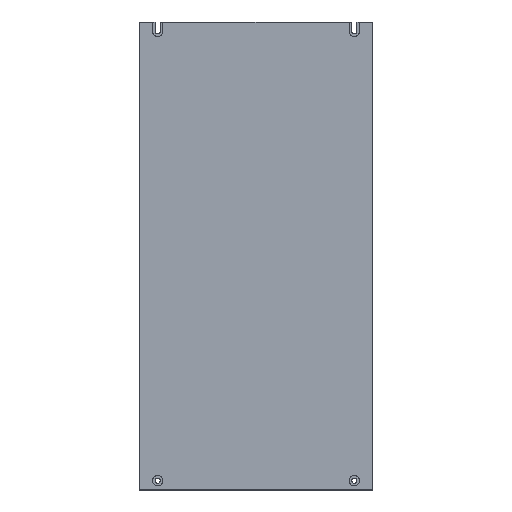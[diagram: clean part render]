
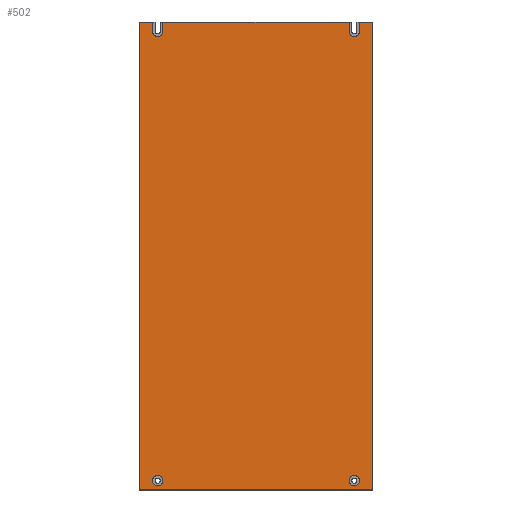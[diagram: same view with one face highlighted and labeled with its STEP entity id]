
A CAD part, top view. The second image highlights one B-rep face of the part: STEP entity #502.
In plain terms, the highlighted planar face has unit normal (0, 0, 1).
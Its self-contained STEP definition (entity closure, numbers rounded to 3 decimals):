
#13=FACE_BOUND($,#88,.T.);
#14=FACE_BOUND($,#89,.T.);
#15=FACE_BOUND($,#90,.T.);
#29=CIRCLE($,#538,5.5);
#30=CIRCLE($,#540,5.5);
#31=CIRCLE($,#541,5.5);
#32=CIRCLE($,#542,5.5);
#88=EDGE_LOOP($,(#391));
#89=EDGE_LOOP($,(#392));
#90=EDGE_LOOP($,(#393,#394,#395,#396,#397,#398,#399,#400,#401,#402,#403,
#404));
#131=LINE($,#755,#183);
#137=LINE($,#766,#189);
#140=LINE($,#772,#192);
#143=LINE($,#779,#195);
#147=LINE($,#787,#199);
#150=LINE($,#793,#202);
#153=LINE($,#806,#205);
#154=LINE($,#808,#206);
#155=LINE($,#810,#207);
#156=LINE($,#811,#208);
#183=VECTOR($,#606,199.);
#189=VECTOR($,#614,14.5);
#192=VECTOR($,#619,10.);
#195=VECTOR($,#624,10.);
#199=VECTOR($,#630,10.);
#202=VECTOR($,#635,10.);
#205=VECTOR($,#650,14.5);
#206=VECTOR($,#651,500.);
#207=VECTOR($,#652,250.);
#208=VECTOR($,#653,500.);
#234=VERTEX_POINT($,#752);
#235=VERTEX_POINT($,#754);
#238=VERTEX_POINT($,#763);
#239=VERTEX_POINT($,#765);
#241=VERTEX_POINT($,#771);
#243=VERTEX_POINT($,#777);
#244=VERTEX_POINT($,#778);
#247=VERTEX_POINT($,#786);
#249=VERTEX_POINT($,#792);
#251=VERTEX_POINT($,#801);
#252=VERTEX_POINT($,#803);
#253=VERTEX_POINT($,#805);
#254=VERTEX_POINT($,#807);
#255=VERTEX_POINT($,#809);
#287=EDGE_CURVE($,#235,#234,#131,.T.);
#293=EDGE_CURVE($,#239,#238,#137,.T.);
#296=EDGE_CURVE($,#234,#241,#140,.T.);
#299=EDGE_CURVE($,#243,#244,#143,.T.);
#303=EDGE_CURVE($,#238,#247,#147,.T.);
#306=EDGE_CURVE($,#249,#235,#150,.T.);
#310=EDGE_CURVE($,#241,#243,#29,.T.);
#311=EDGE_CURVE($,#251,#251,#30,.T.);
#312=EDGE_CURVE($,#252,#252,#31,.T.);
#313=EDGE_CURVE($,#244,#253,#153,.T.);
#314=EDGE_CURVE($,#253,#254,#154,.T.);
#315=EDGE_CURVE($,#254,#255,#155,.T.);
#316=EDGE_CURVE($,#255,#239,#156,.T.);
#317=EDGE_CURVE($,#247,#249,#32,.T.);
#391=ORIENTED_EDGE($,*,*,#311,.T.);
#392=ORIENTED_EDGE($,*,*,#312,.T.);
#393=ORIENTED_EDGE($,*,*,#296,.T.);
#394=ORIENTED_EDGE($,*,*,#310,.T.);
#395=ORIENTED_EDGE($,*,*,#299,.T.);
#396=ORIENTED_EDGE($,*,*,#313,.T.);
#397=ORIENTED_EDGE($,*,*,#314,.T.);
#398=ORIENTED_EDGE($,*,*,#315,.T.);
#399=ORIENTED_EDGE($,*,*,#316,.T.);
#400=ORIENTED_EDGE($,*,*,#293,.T.);
#401=ORIENTED_EDGE($,*,*,#303,.T.);
#402=ORIENTED_EDGE($,*,*,#317,.T.);
#403=ORIENTED_EDGE($,*,*,#306,.T.);
#404=ORIENTED_EDGE($,*,*,#287,.T.);
#479=PLANE($,#539);
#502=ADVANCED_FACE($,(#13,#14,#15),#479,.T.);
#538=AXIS2_PLACEMENT_3D($,#799,#642,#643);
#539=AXIS2_PLACEMENT_3D($,#800,#644,#645);
#540=AXIS2_PLACEMENT_3D($,#802,#646,#647);
#541=AXIS2_PLACEMENT_3D($,#804,#648,#649);
#542=AXIS2_PLACEMENT_3D($,#812,#654,#655);
#606=DIRECTION($,(-1.,0.,0.));
#614=DIRECTION($,(-1.,0.,0.));
#619=DIRECTION($,(0.,-1.,0.));
#624=DIRECTION($,(0.,1.,0.));
#630=DIRECTION($,(0.,-1.,0.));
#635=DIRECTION($,(0.,1.,0.));
#642=DIRECTION('center_axis',(0.,0.,-1.));
#643=DIRECTION('ref_axis',(1.,0.,0.));
#644=DIRECTION('center_axis',(0.,0.,1.));
#645=DIRECTION('ref_axis',(1.,0.,0.));
#646=DIRECTION('center_axis',(0.,0.,-1.));
#647=DIRECTION('ref_axis',(1.,0.,0.));
#648=DIRECTION('center_axis',(0.,0.,-1.));
#649=DIRECTION('ref_axis',(1.,0.,0.));
#650=DIRECTION($,(-1.,0.,0.));
#651=DIRECTION($,(0.,-1.,0.));
#652=DIRECTION($,(1.,0.,0.));
#653=DIRECTION($,(0.,1.,0.));
#654=DIRECTION('center_axis',(0.,0.,-1.));
#655=DIRECTION('ref_axis',(1.,0.,0.));
#752=CARTESIAN_POINT('',(-99.5,250.,12.7));
#754=CARTESIAN_POINT('',(99.5,250.,12.7));
#755=CARTESIAN_POINT($,(-125.,250.,12.7));
#763=CARTESIAN_POINT('',(110.5,250.,12.7));
#765=CARTESIAN_POINT('',(125.,250.,12.7));
#766=CARTESIAN_POINT($,(-125.,250.,12.7));
#771=CARTESIAN_POINT('',(-99.5,240.,12.7));
#772=CARTESIAN_POINT($,(-99.5,125.,12.7));
#777=CARTESIAN_POINT('',(-110.5,240.,12.7));
#778=CARTESIAN_POINT('',(-110.5,250.,12.7));
#779=CARTESIAN_POINT($,(-110.5,120.,12.7));
#786=CARTESIAN_POINT('',(110.5,240.,12.7));
#787=CARTESIAN_POINT($,(110.5,125.,12.7));
#792=CARTESIAN_POINT('',(99.5,240.,12.7));
#793=CARTESIAN_POINT($,(99.5,120.,12.7));
#799=CARTESIAN_POINT('Origin',(-105.,240.,12.7));
#800=CARTESIAN_POINT('Origin',(0.,0.,
12.7));
#801=CARTESIAN_POINT('',(110.5,-240.,12.7));
#802=CARTESIAN_POINT('Origin',(105.,-240.,12.7));
#803=CARTESIAN_POINT('',(-99.5,-240.,12.7));
#804=CARTESIAN_POINT('Origin',(-105.,-240.,12.7));
#805=CARTESIAN_POINT('',(-125.,250.,12.7));
#806=CARTESIAN_POINT($,(-125.,250.,12.7));
#807=CARTESIAN_POINT('',(-125.,-250.,12.7));
#808=CARTESIAN_POINT($,(-125.,-250.,12.7));
#809=CARTESIAN_POINT('',(125.,-250.,12.7));
#810=CARTESIAN_POINT($,(125.,-250.,12.7));
#811=CARTESIAN_POINT($,(125.,250.,12.7));
#812=CARTESIAN_POINT('Origin',(105.,240.,12.7));
